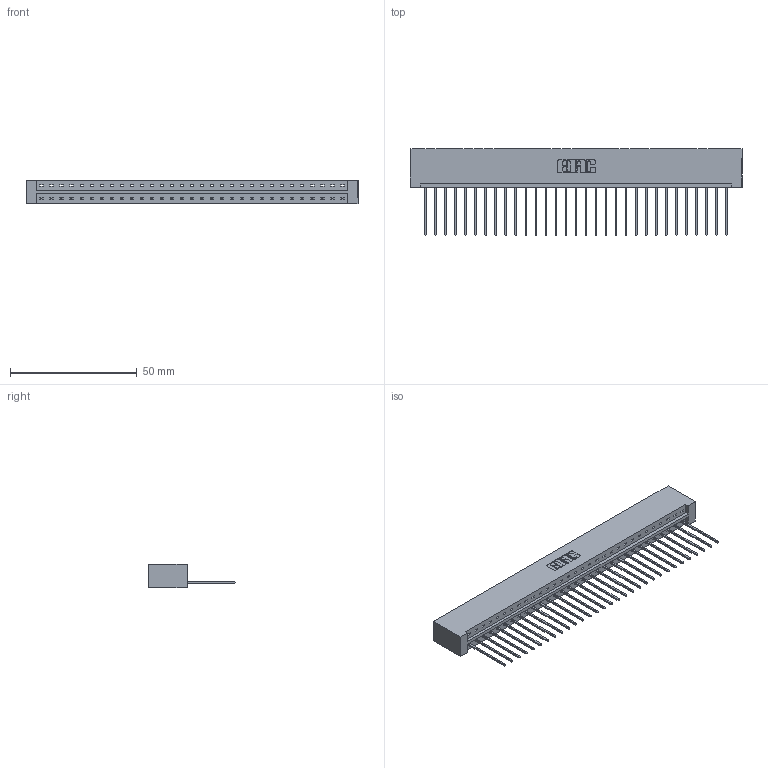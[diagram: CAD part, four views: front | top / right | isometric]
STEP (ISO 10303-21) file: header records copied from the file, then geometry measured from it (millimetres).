
FILE_DESCRIPTION (( 'STEP AP203' ), '1' );
FILE_NAME ('333-031-541-101.STEP', '2018-08-02T19:21:56', ( '' ), ( '' ), 'SwSTEP 2.0', 'SolidWorks 2016', '' );
FILE_SCHEMA (( 'CONFIG_CONTROL_DESIGN' ));
Length unit declared in the file: inch
Products named in the file (3): 333 Part_Lugless; 345-292-001_345-293-141; 333-031-541-101
Assembly tree (32 placements, depth 2):
  333-031-541-101
    333 Part_Lugless
    345-292-001_345-293-141  x31
Bounding box: 131.09 x 34.3 x 9.4 mm (x, y, z)
Volume: 13811.7 mm3; surface area: 15456.7 mm2
Topology: 32 solids, 32 shells, 1904 faces, 5743 edges, 3786 vertices
Faces by surface type: plane 1368, cylinder 536
Entity records: 20115 total; most frequent: CARTESIAN_POINT 3479, ORIENTED_EDGE 3446, DIRECTION 2949, EDGE_CURVE 1723, VECTOR 1603, LINE 1603, VERTEX_POINT 1146, AXIS2_PLACEMENT_3D 673
